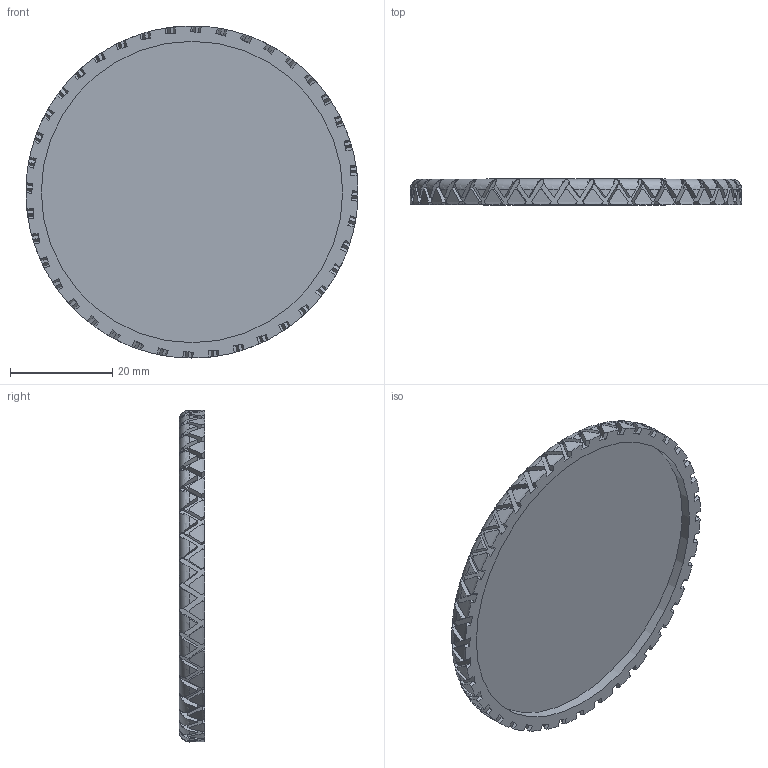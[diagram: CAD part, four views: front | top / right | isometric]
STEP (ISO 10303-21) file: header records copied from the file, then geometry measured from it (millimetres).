
FILE_DESCRIPTION(/* description */ (''),/* implementation_level */ '2;1');
FILE_NAME(/* name */ 'roll it (optimized)_1 v1.step',/* time_stamp */ '2021-02-05T13:46:11+05:00',/* author */ (''),/* organization */ (''),/* preprocessor_version */ 'ST-DEVELOPER v18.1',/* originating_system */ 'Autodesk Translation Framework v9.3.0.1241',/* authorisation */ '');
FILE_SCHEMA (('AUTOMOTIVE_DESIGN { 1 0 10303 214 3 1 1 }'));
Length unit declared in the file: millimetre
Products named in the file (1): roll it (optimized)_1
Bounding box: 65 x 5 x 65 mm (x, y, z)
Volume: 10500.9 mm3; surface area: 8596 mm2
Topology: 1 solids, 1 shells, 569 faces, 1692 edges, 1128 vertices
Faces by surface type: plane 325, cylinder 203, torus 41
Full cylindrical faces by diameter (mm): 9 x1, 10 x1, 59 x1
Entity records: 20867 total; most frequent: CARTESIAN_POINT 5666, ORIENTED_EDGE 3384, DIRECTION 3081, EDGE_CURVE 1692, AXIS2_PLACEMENT_3D 1179, VERTEX_POINT 1128, LINE 723, VECTOR 723
